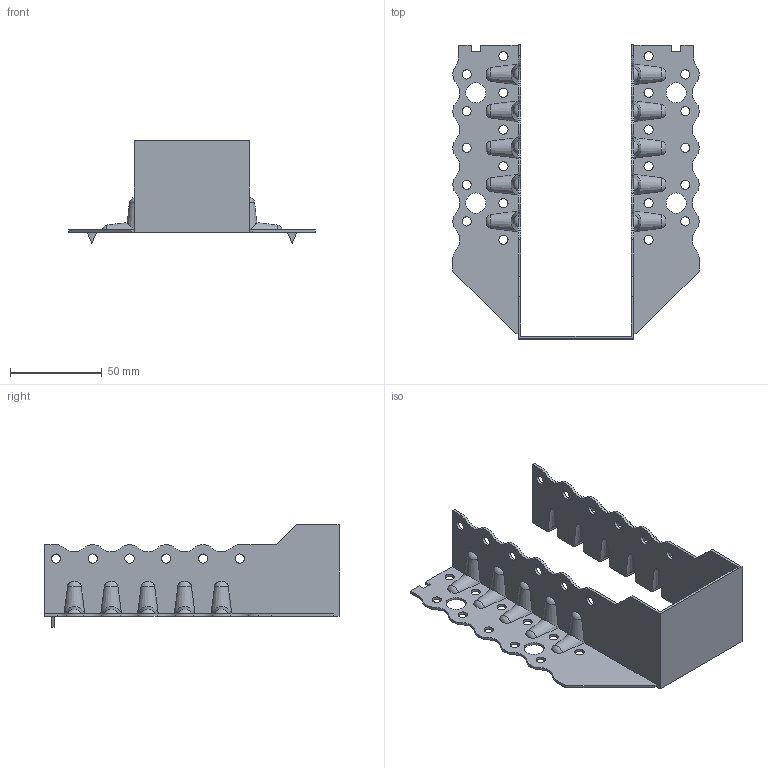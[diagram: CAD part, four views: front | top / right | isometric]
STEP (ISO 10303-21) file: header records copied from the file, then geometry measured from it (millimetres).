
FILE_DESCRIPTION(/* description */ ('STEP AP242','CAx-IF Rec.Pracs.---Representation and Presentation of Product Manufacturing Information (PMI)---4.0---2014-10-13','CAx-IF Rec.Pracs.---3D Tessellated Geometry---0.4---2014-09-14','2;1'),/* implementation_level */ '2;1');
FILE_NAME(/* name */ 'SXJHS60160(300)',/* time_stamp */ '2023-08-04T02:41:34+02:00',/* author */ ('License CC BY-ND 4.0'),/* organization */ ('CADENAS'),/* preprocessor_version */ 'ST-DEVELOPER v19.3',/* originating_system */ 'PARTsolutions',/* authorisation */ ' ');
FILE_SCHEMA (('AP242_MANAGED_MODEL_BASED_3D_ENGINEERING_MIM_LF { 1 0 10303 442 1 1 4 }'));
Length unit declared in the file: millimetre
Products named in the file (1): SXJHS60160(300)
Bounding box: 134 x 160 x 56 mm (x, y, z)
Volume: 38616.1 mm3; surface area: 51966.3 mm2
Topology: 1 solids, 1 shells, 264 faces, 728 edges, 466 vertices
Faces by surface type: cylinder 84, cone 80, plane 60, torus 40
Full cylindrical faces by diameter (mm): 5 x34, 11 x4
Entity records: 8806 total; most frequent: CARTESIAN_POINT 2109, DIRECTION 1382, ORIENTED_EDGE 1368, EDGE_CURVE 684, AXIS2_PLACEMENT_3D 573, VERTEX_POINT 460, EDGE_LOOP 378, FACE_BOUND 378
